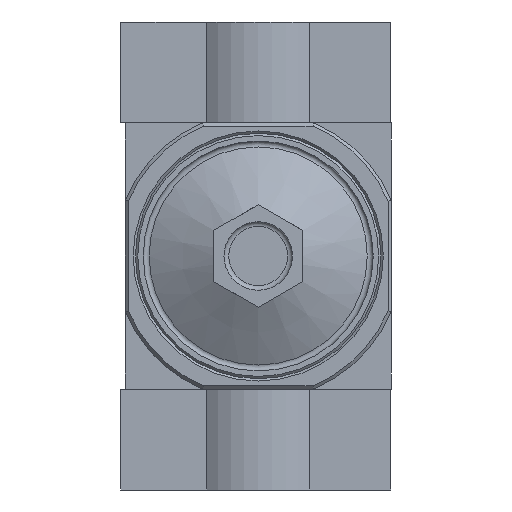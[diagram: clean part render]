
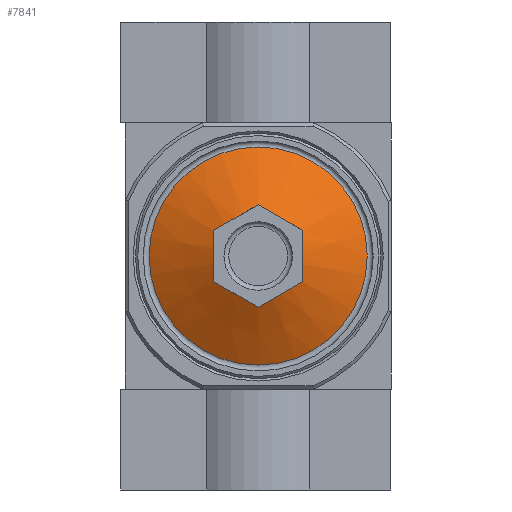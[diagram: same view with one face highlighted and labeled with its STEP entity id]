
A CAD part, front view. The second image highlights one B-rep face of the part: STEP entity #7841.
In plain terms, the highlighted conical face has half-angle 62 degrees and reference radius 27.03 mm.
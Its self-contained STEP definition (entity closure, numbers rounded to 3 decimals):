
#79=CONICAL_SURFACE('',#8419,27.031,1.082);
#331=B_SPLINE_CURVE_WITH_KNOTS('',3,(#12107,#12108,#12109,#12110,#12111,
#12112),.UNSPECIFIED.,.F.,.F.,(4,1,1,4),(0.,0.006,
0.01,0.013),.UNSPECIFIED.);
#332=B_SPLINE_CURVE_WITH_KNOTS('',3,(#12115,#12116,#12117,#12118,#12119,
#12120),.UNSPECIFIED.,.F.,.F.,(4,1,1,4),(0.,0.006,
0.01,0.013),.UNSPECIFIED.);
#333=B_SPLINE_CURVE_WITH_KNOTS('',3,(#12122,#12123,#12124,#12125,#12126,
#12127),.UNSPECIFIED.,.F.,.F.,(4,1,1,4),(0.016,0.023,
0.026,0.029),.UNSPECIFIED.);
#334=B_SPLINE_CURVE_WITH_KNOTS('',3,(#12129,#12130,#12131,#12132,#12133,
#12134),.UNSPECIFIED.,.F.,.F.,(4,1,1,4),(0.,0.006,
0.01,0.013),.UNSPECIFIED.);
#335=B_SPLINE_CURVE_WITH_KNOTS('',3,(#12136,#12137,#12138,#12139,#12140,
#12141),.UNSPECIFIED.,.F.,.F.,(4,1,1,4),(0.,0.006,
0.01,0.013),.UNSPECIFIED.);
#336=B_SPLINE_CURVE_WITH_KNOTS('',3,(#12143,#12144,#12145,#12146,#12147,
#12148),.UNSPECIFIED.,.F.,.F.,(4,1,1,4),(0.016,0.023,
0.026,0.029),.UNSPECIFIED.);
#1797=ORIENTED_EDGE('',*,*,#3371,.F.);
#1798=ORIENTED_EDGE('',*,*,#3372,.F.);
#1799=ORIENTED_EDGE('',*,*,#3373,.F.);
#1800=ORIENTED_EDGE('',*,*,#3374,.F.);
#1801=ORIENTED_EDGE('',*,*,#3375,.F.);
#1802=ORIENTED_EDGE('',*,*,#3376,.F.);
#1803=ORIENTED_EDGE('',*,*,#3377,.T.);
#3371=EDGE_CURVE('',#4134,#4135,#331,.T.);
#3372=EDGE_CURVE('',#4136,#4134,#332,.T.);
#3373=EDGE_CURVE('',#4137,#4136,#333,.T.);
#3374=EDGE_CURVE('',#4138,#4137,#334,.T.);
#3375=EDGE_CURVE('',#4139,#4138,#335,.T.);
#3376=EDGE_CURVE('',#4135,#4139,#336,.T.);
#3377=EDGE_CURVE('',#4140,#4140,#4642,.T.);
#4134=VERTEX_POINT('',#12113);
#4135=VERTEX_POINT('',#12114);
#4136=VERTEX_POINT('',#12121);
#4137=VERTEX_POINT('',#12128);
#4138=VERTEX_POINT('',#12135);
#4139=VERTEX_POINT('',#12142);
#4140=VERTEX_POINT('',#12150);
#4642=CIRCLE('',#8420,27.031);
#4980=EDGE_LOOP('',(#1797,#1798,#1799,#1800,#1801,#1802));
#4981=EDGE_LOOP('',(#1803));
#5524=FACE_BOUND('',#4980,.T.);
#5525=FACE_BOUND('',#4981,.T.);
#7841=ADVANCED_FACE('',(#5524,#5525),#79,.T.);
#8419=AXIS2_PLACEMENT_3D('',#12106,#9562,#9563);
#8420=AXIS2_PLACEMENT_3D('',#12149,#9564,#9565);
#9562=DIRECTION('',(0.,1.,0.));
#9563=DIRECTION('',(0.,0.,1.));
#9564=DIRECTION('',(0.,-1.,0.));
#9565=DIRECTION('',(0.,0.,-1.));
#12106=CARTESIAN_POINT('',(0.,-28.876,0.));
#12107=CARTESIAN_POINT('',(12.702,-36.495,0.));
#12108=CARTESIAN_POINT('',(11.662,-37.048,1.802));
#12109=CARTESIAN_POINT('',(10.073,-37.574,4.554));
#12110=CARTESIAN_POINT('',(7.917,-37.228,8.287));
#12111=CARTESIAN_POINT('',(6.871,-36.772,10.098));
#12112=CARTESIAN_POINT('',(6.351,-36.495,11.));
#12113=CARTESIAN_POINT('',(12.702,-36.495,0.));
#12114=CARTESIAN_POINT('',(6.351,-36.495,11.));
#12115=CARTESIAN_POINT('',(6.351,-36.495,-11.));
#12116=CARTESIAN_POINT('',(7.391,-37.048,-9.198));
#12117=CARTESIAN_POINT('',(8.98,-37.574,-6.446));
#12118=CARTESIAN_POINT('',(11.135,-37.228,-2.713));
#12119=CARTESIAN_POINT('',(12.181,-36.772,-0.902));
#12120=CARTESIAN_POINT('',(12.702,-36.495,0.));
#12121=CARTESIAN_POINT('',(6.351,-36.495,-11.));
#12122=CARTESIAN_POINT('',(-6.351,-36.495,-11.));
#12123=CARTESIAN_POINT('',(-4.278,-37.046,-11.));
#12124=CARTESIAN_POINT('',(-1.115,-37.574,-11.));
#12125=CARTESIAN_POINT('',(3.23,-37.227,-11.));
#12126=CARTESIAN_POINT('',(5.315,-36.771,-11.));
#12127=CARTESIAN_POINT('',(6.351,-36.495,-11.));
#12128=CARTESIAN_POINT('',(-6.351,-36.495,-11.));
#12129=CARTESIAN_POINT('',(-12.702,-36.495,0.));
#12130=CARTESIAN_POINT('',(-11.662,-37.048,-1.802));
#12131=CARTESIAN_POINT('',(-10.073,-37.574,-4.554));
#12132=CARTESIAN_POINT('',(-7.917,-37.228,-8.287));
#12133=CARTESIAN_POINT('',(-6.871,-36.772,-10.098));
#12134=CARTESIAN_POINT('',(-6.351,-36.495,-11.));
#12135=CARTESIAN_POINT('',(-12.702,-36.495,0.));
#12136=CARTESIAN_POINT('',(-6.351,-36.495,11.));
#12137=CARTESIAN_POINT('',(-7.391,-37.048,9.198));
#12138=CARTESIAN_POINT('',(-8.98,-37.574,6.446));
#12139=CARTESIAN_POINT('',(-11.135,-37.228,2.713));
#12140=CARTESIAN_POINT('',(-12.181,-36.772,0.902));
#12141=CARTESIAN_POINT('',(-12.702,-36.495,0.));
#12142=CARTESIAN_POINT('',(-6.351,-36.495,11.));
#12143=CARTESIAN_POINT('',(6.351,-36.495,11.));
#12144=CARTESIAN_POINT('',(4.278,-37.046,11.));
#12145=CARTESIAN_POINT('',(1.115,-37.574,11.));
#12146=CARTESIAN_POINT('',(-3.23,-37.227,11.));
#12147=CARTESIAN_POINT('',(-5.315,-36.771,11.));
#12148=CARTESIAN_POINT('',(-6.351,-36.495,11.));
#12149=CARTESIAN_POINT('',(0.,-28.876,0.));
#12150=CARTESIAN_POINT('',(0.,-28.876,-27.031));
